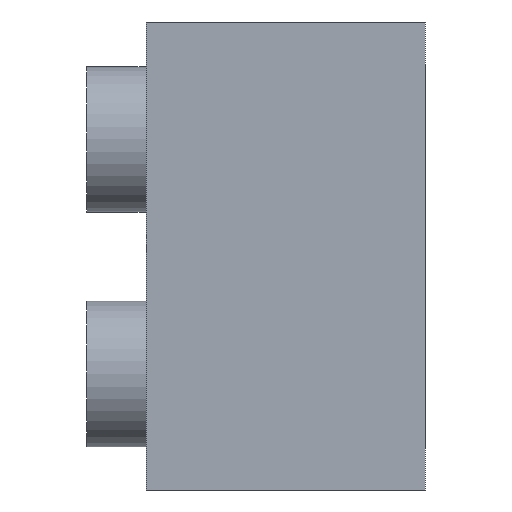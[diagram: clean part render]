
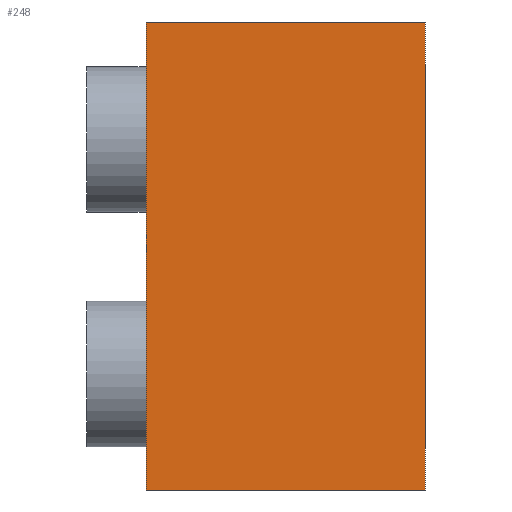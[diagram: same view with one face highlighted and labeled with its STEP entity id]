
A CAD part, left-side view. The second image highlights one B-rep face of the part: STEP entity #248.
In plain terms, the highlighted planar face has unit normal (-1, 0, 0).
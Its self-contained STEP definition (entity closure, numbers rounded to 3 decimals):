
#30 = LINE ( 'NONE', #613, #431 ) ;
#89 = DIRECTION ( 'NONE',  ( 0., 0., 1. ) ) ;
#94 = AXIS2_PLACEMENT_3D ( 'NONE', #741, #553, #427 ) ;
#96 = VERTEX_POINT ( 'NONE', #699 ) ;
#151 = LINE ( 'NONE', #280, #518 ) ;
#157 = EDGE_CURVE ( 'NONE', #727, #96, #477, .T. ) ;
#165 = CARTESIAN_POINT ( 'NONE',  ( 0., -4.7, -15.75 ) ) ;
#216 = EDGE_CURVE ( 'NONE', #238, #727, #30, .T. ) ;
#217 = CARTESIAN_POINT ( 'NONE',  ( 0., 4.7, -15.75 ) ) ;
#231 = PLANE ( 'NONE',  #94 ) ;
#235 = LINE ( 'NONE', #747, #400 ) ;
#238 = VERTEX_POINT ( 'NONE', #217 ) ;
#248 = ADVANCED_FACE ( 'NONE', ( #292 ), #231, .F. ) ;
#280 = CARTESIAN_POINT ( 'NONE',  ( 0., 4.7, -15.75 ) ) ;
#292 = FACE_OUTER_BOUND ( 'NONE', #677, .T. ) ;
#337 = DIRECTION ( 'NONE',  ( 0., -1., 0. ) ) ;
#400 = VECTOR ( 'NONE', #437, 1000. ) ;
#427 = DIRECTION ( 'NONE',  ( 0., 0., -1. ) ) ;
#431 = VECTOR ( 'NONE', #89, 1000. ) ;
#437 = DIRECTION ( 'NONE',  ( 0., 0., 1. ) ) ;
#477 = LINE ( 'NONE', #671, #697 ) ;
#518 = VECTOR ( 'NONE', #337, 1000. ) ;
#553 = DIRECTION ( 'NONE',  ( 1., 0., 0. ) ) ;
#613 = CARTESIAN_POINT ( 'NONE',  ( 0., 4.7, 0. ) ) ;
#625 = ORIENTED_EDGE ( 'NONE', *, *, #216, .F. ) ;
#636 = ORIENTED_EDGE ( 'NONE', *, *, #739, .T. ) ;
#652 = CARTESIAN_POINT ( 'NONE',  ( 0., 4.7, 0. ) ) ;
#671 = CARTESIAN_POINT ( 'NONE',  ( 0., 4.7, 0. ) ) ;
#677 = EDGE_LOOP ( 'NONE', ( #750, #695, #625, #636 ) ) ;
#695 = ORIENTED_EDGE ( 'NONE', *, *, #157, .F. ) ;
#697 = VECTOR ( 'NONE', #725, 1000. ) ;
#699 = CARTESIAN_POINT ( 'NONE',  ( 0., -4.7, 0. ) ) ;
#725 = DIRECTION ( 'NONE',  ( 0., -1., 0. ) ) ;
#727 = VERTEX_POINT ( 'NONE', #652 ) ;
#739 = EDGE_CURVE ( 'NONE', #238, #823, #151, .T. ) ;
#741 = CARTESIAN_POINT ( 'NONE',  ( 0., 4.7, 0. ) ) ;
#747 = CARTESIAN_POINT ( 'NONE',  ( 0., -4.7, 0. ) ) ;
#750 = ORIENTED_EDGE ( 'NONE', *, *, #797, .T. ) ;
#797 = EDGE_CURVE ( 'NONE', #823, #96, #235, .T. ) ;
#823 = VERTEX_POINT ( 'NONE', #165 ) ;
